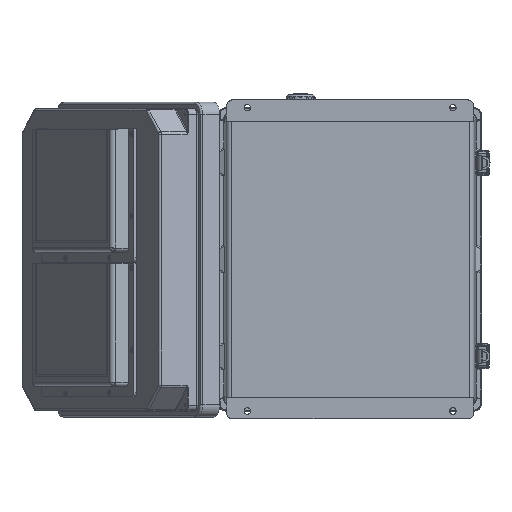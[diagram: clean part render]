
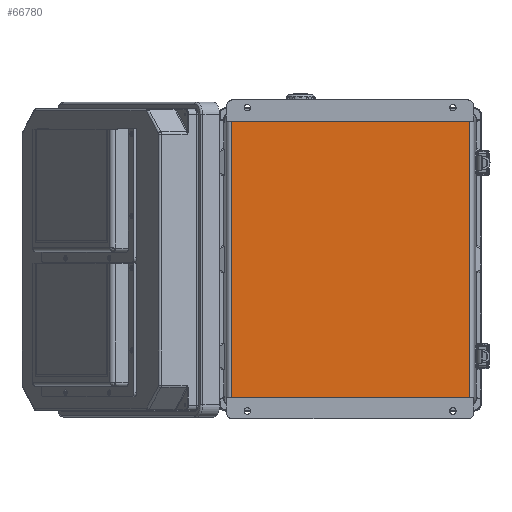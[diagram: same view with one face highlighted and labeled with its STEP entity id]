
A CAD part, front view. The second image highlights one B-rep face of the part: STEP entity #66780.
In plain terms, the highlighted planar face has unit normal (0, -1, 0).
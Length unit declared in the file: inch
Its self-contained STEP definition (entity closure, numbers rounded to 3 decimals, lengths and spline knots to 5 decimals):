
#1554 = VECTOR ( 'NONE', #67573, 39.37008 ) ;
#2504 = CARTESIAN_POINT ( 'NONE',  ( 5.78771, 0.05906, -1.04331 ) ) ;
#2684 = LINE ( 'NONE', #16667, #1554 ) ;
#3305 = ORIENTED_EDGE ( 'NONE', *, *, #91364, .F. ) ;
#15059 = EDGE_CURVE ( 'NONE', #73798, #58882, #42430, .T. ) ;
#16140 = ORIENTED_EDGE ( 'NONE', *, *, #81549, .T. ) ;
#16667 = CARTESIAN_POINT ( 'NONE',  ( 6.11811, 0.05906, -1.04331 ) ) ;
#21698 = EDGE_CURVE ( 'NONE', #73798, #75083, #62071, .T. ) ;
#23363 = LINE ( 'NONE', #85547, #23548 ) ;
#23548 = VECTOR ( 'NONE', #93183, 39.37008 ) ;
#24558 = ORIENTED_EDGE ( 'NONE', *, *, #15059, .T. ) ;
#30349 = DIRECTION ( 'NONE',  ( -1., 0., 0. ) ) ;
#34455 = CARTESIAN_POINT ( 'NONE',  ( -5.78771, 0.05906, -14.4685 ) ) ;
#34896 = EDGE_LOOP ( 'NONE', ( #3305, #79690, #24558, #16140 ) ) ;
#35468 = VECTOR ( 'NONE', #51436, 39.37008 ) ;
#42430 = LINE ( 'NONE', #44089, #35468 ) ;
#44089 = CARTESIAN_POINT ( 'NONE',  ( 5.78771, 0.05906, -1.04331 ) ) ;
#51436 = DIRECTION ( 'NONE',  ( 0., 0., 1. ) ) ;
#53428 = DIRECTION ( 'NONE',  ( 0., 0., 1. ) ) ;
#56184 = FACE_OUTER_BOUND ( 'NONE', #34896, .T. ) ;
#58882 = VERTEX_POINT ( 'NONE', #2504 ) ;
#62071 = LINE ( 'NONE', #73804, #73576 ) ;
#65371 = VERTEX_POINT ( 'NONE', #75739 ) ;
#66780 = ADVANCED_FACE ( 'NONE', ( #56184 ), #82238, .F. ) ;
#67573 = DIRECTION ( 'NONE',  ( -1., 0., 0. ) ) ;
#73576 = VECTOR ( 'NONE', #30349, 39.37008 ) ;
#73798 = VERTEX_POINT ( 'NONE', #77536 ) ;
#73804 = CARTESIAN_POINT ( 'NONE',  ( 6.11811, 0.05906, -14.4685 ) ) ;
#75083 = VERTEX_POINT ( 'NONE', #34455 ) ;
#75739 = CARTESIAN_POINT ( 'NONE',  ( -5.78771, 0.05906, -1.04331 ) ) ;
#77536 = CARTESIAN_POINT ( 'NONE',  ( 5.78771, 0.05906, -14.4685 ) ) ;
#79690 = ORIENTED_EDGE ( 'NONE', *, *, #21698, .F. ) ;
#81549 = EDGE_CURVE ( 'NONE', #58882, #65371, #2684, .T. ) ;
#82238 = PLANE ( 'NONE',  #93187 ) ;
#85547 = CARTESIAN_POINT ( 'NONE',  ( -5.78771, 0.05906, -1.04331 ) ) ;
#89242 = DIRECTION ( 'NONE',  ( 0., 1., 0. ) ) ;
#89545 = CARTESIAN_POINT ( 'NONE',  ( 6.11811, 0.05906, -1.04331 ) ) ;
#91364 = EDGE_CURVE ( 'NONE', #75083, #65371, #23363, .T. ) ;
#93183 = DIRECTION ( 'NONE',  ( 0., 0., 1. ) ) ;
#93187 = AXIS2_PLACEMENT_3D ( 'NONE', #89545, #89242, #53428 ) ;
